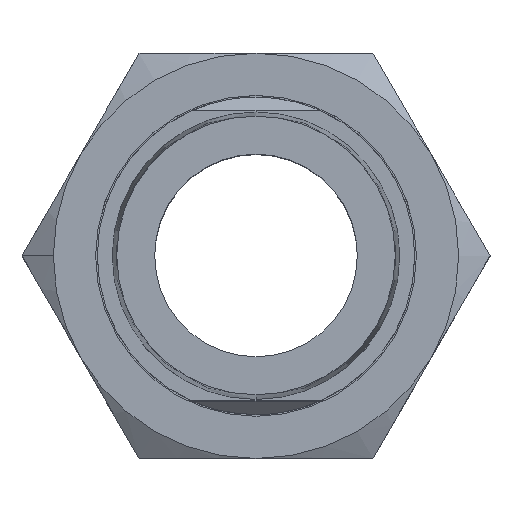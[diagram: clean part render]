
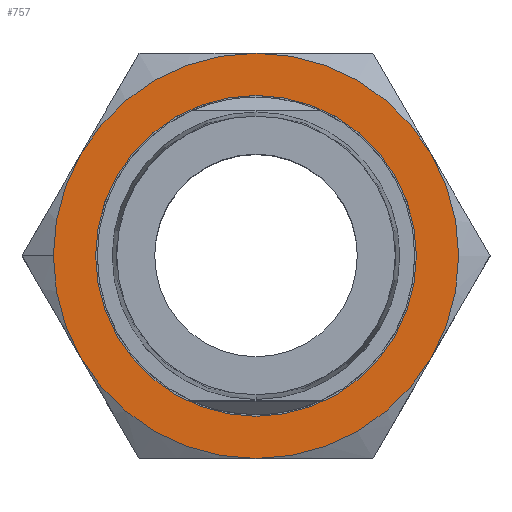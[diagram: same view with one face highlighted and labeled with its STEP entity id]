
A CAD part, top view. The second image highlights one B-rep face of the part: STEP entity #757.
In plain terms, the highlighted planar face has unit normal (0, 0, 1).
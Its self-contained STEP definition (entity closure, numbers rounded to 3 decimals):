
#451 = EDGE_CURVE ( 'NONE', #514, #575, #1076, .T. ) ;
#453 = VERTEX_POINT ( 'NONE', #1071 ) ;
#458 = EDGE_CURVE ( 'NONE', #460, #453, #1069, .T. ) ;
#460 = VERTEX_POINT ( 'NONE', #1063 ) ;
#490 = EDGE_CURVE ( 'NONE', #453, #549, #1191, .T. ) ;
#513 = VERTEX_POINT ( 'NONE', #1240 ) ;
#514 = VERTEX_POINT ( 'NONE', #1239 ) ;
#515 = EDGE_CURVE ( 'NONE', #513, #514, #1238, .T. ) ;
#540 = EDGE_CURVE ( 'NONE', #549, #513, #1314, .T. ) ;
#547 = VERTEX_POINT ( 'NONE', #1356 ) ;
#549 = VERTEX_POINT ( 'NONE', #1355 ) ;
#551 = EDGE_CURVE ( 'NONE', #547, #552, #1354, .T. ) ;
#552 = VERTEX_POINT ( 'NONE', #1349 ) ;
#575 = VERTEX_POINT ( 'NONE', #1371 ) ;
#586 = EDGE_CURVE ( 'NONE', #591, #460, #1404, .T. ) ;
#590 = EDGE_CURVE ( 'NONE', #575, #591, #1440, .T. ) ;
#591 = VERTEX_POINT ( 'NONE', #1435 ) ;
#619 = ORIENTED_EDGE ( 'NONE', *, *, #515, .T. ) ;
#620 = ORIENTED_EDGE ( 'NONE', *, *, #451, .T. ) ;
#621 = ORIENTED_EDGE ( 'NONE', *, *, #590, .T. ) ;
#622 = ORIENTED_EDGE ( 'NONE', *, *, #586, .T. ) ;
#638 = ORIENTED_EDGE ( 'NONE', *, *, #540, .T. ) ;
#757 = ADVANCED_FACE ( 'NONE', ( #1705, #1704 ), #1703, .F. ) ;
#758 = EDGE_LOOP ( 'NONE', ( #759, #761, #638, #619, #620, #621, #622 ) ) ;
#759 = ORIENTED_EDGE ( 'NONE', *, *, #458, .T. ) ;
#761 = ORIENTED_EDGE ( 'NONE', *, *, #490, .T. ) ;
#762 = ORIENTED_EDGE ( 'NONE', *, *, #773, .F. ) ;
#763 = ORIENTED_EDGE ( 'NONE', *, *, #551, .F. ) ;
#771 = EDGE_LOOP ( 'NONE', ( #762, #763 ) ) ;
#773 = EDGE_CURVE ( 'NONE', #552, #547, #1748, .T. ) ;
#1063 = CARTESIAN_POINT ( 'NONE',  ( 25.981, 15., 11.5 ) ) ;
#1065 = DIRECTION ( 'NONE',  ( 1., 0., 0. ) ) ;
#1066 = DIRECTION ( 'NONE',  ( 0., 0., 1. ) ) ;
#1067 = CARTESIAN_POINT ( 'NONE',  ( 0., 0., 11.5 ) ) ;
#1068 = AXIS2_PLACEMENT_3D ( 'NONE', #1067, #1066, #1065 ) ;
#1069 = CIRCLE ( 'NONE', #1068, 30. ) ;
#1071 = CARTESIAN_POINT ( 'NONE',  ( 0., 30., 11.5 ) ) ;
#1072 = DIRECTION ( 'NONE',  ( 1., 0., 0. ) ) ;
#1073 = DIRECTION ( 'NONE',  ( 0., 0., 1. ) ) ;
#1074 = CARTESIAN_POINT ( 'NONE',  ( 0., 0., 11.5 ) ) ;
#1075 = AXIS2_PLACEMENT_3D ( 'NONE', #1074, #1073, #1072 ) ;
#1076 = CIRCLE ( 'NONE', #1075, 30. ) ;
#1187 = DIRECTION ( 'NONE',  ( 1., 0., 0. ) ) ;
#1188 = DIRECTION ( 'NONE',  ( 0., 0., 1. ) ) ;
#1189 = CARTESIAN_POINT ( 'NONE',  ( 0., 0., 11.5 ) ) ;
#1190 = AXIS2_PLACEMENT_3D ( 'NONE', #1189, #1188, #1187 ) ;
#1191 = CIRCLE ( 'NONE', #1190, 30. ) ;
#1234 = DIRECTION ( 'NONE',  ( 1., 0., 0. ) ) ;
#1235 = DIRECTION ( 'NONE',  ( 0., 0., 1. ) ) ;
#1236 = CARTESIAN_POINT ( 'NONE',  ( 0., 0., 11.5 ) ) ;
#1237 = AXIS2_PLACEMENT_3D ( 'NONE', #1236, #1235, #1234 ) ;
#1238 = CIRCLE ( 'NONE', #1237, 30. ) ;
#1239 = CARTESIAN_POINT ( 'NONE',  ( -25.981, -15., 11.5 ) ) ;
#1240 = CARTESIAN_POINT ( 'NONE',  ( -30., 0., 11.5 ) ) ;
#1306 = DIRECTION ( 'NONE',  ( 1., 0., 0. ) ) ;
#1307 = DIRECTION ( 'NONE',  ( 0., 0., 1. ) ) ;
#1308 = CARTESIAN_POINT ( 'NONE',  ( 0., 0., 11.5 ) ) ;
#1309 = AXIS2_PLACEMENT_3D ( 'NONE', #1308, #1307, #1306 ) ;
#1314 = CIRCLE ( 'NONE', #1309, 30. ) ;
#1349 = CARTESIAN_POINT ( 'NONE',  ( 23.75, 0., 11.5 ) ) ;
#1350 = DIRECTION ( 'NONE',  ( 1., 0., 0. ) ) ;
#1351 = DIRECTION ( 'NONE',  ( 0., 0., 1. ) ) ;
#1352 = CARTESIAN_POINT ( 'NONE',  ( 0., 0., 11.5 ) ) ;
#1353 = AXIS2_PLACEMENT_3D ( 'NONE', #1352, #1351, #1350 ) ;
#1354 = CIRCLE ( 'NONE', #1353, 23.75 ) ;
#1355 = CARTESIAN_POINT ( 'NONE',  ( -25.981, 15., 11.5 ) ) ;
#1356 = CARTESIAN_POINT ( 'NONE',  ( -23.75, 0., 11.5 ) ) ;
#1371 = CARTESIAN_POINT ( 'NONE',  ( 0., -30., 11.5 ) ) ;
#1390 = DIRECTION ( 'NONE',  ( 1., 0., 0. ) ) ;
#1391 = DIRECTION ( 'NONE',  ( 0., 0., 1. ) ) ;
#1392 = CARTESIAN_POINT ( 'NONE',  ( 0., 0., 11.5 ) ) ;
#1393 = AXIS2_PLACEMENT_3D ( 'NONE', #1392, #1391, #1390 ) ;
#1404 = CIRCLE ( 'NONE', #1393, 30. ) ;
#1435 = CARTESIAN_POINT ( 'NONE',  ( 25.981, -15., 11.5 ) ) ;
#1436 = DIRECTION ( 'NONE',  ( 1., 0., 0. ) ) ;
#1437 = DIRECTION ( 'NONE',  ( 0., 0., 1. ) ) ;
#1438 = CARTESIAN_POINT ( 'NONE',  ( 0., 0., 11.5 ) ) ;
#1439 = AXIS2_PLACEMENT_3D ( 'NONE', #1438, #1437, #1436 ) ;
#1440 = CIRCLE ( 'NONE', #1439, 30. ) ;
#1698 = DIRECTION ( 'NONE',  ( -1., 0., 0. ) ) ;
#1699 = DIRECTION ( 'NONE',  ( 0., 0., -1. ) ) ;
#1700 = AXIS2_PLACEMENT_3D ( 'NONE', #1702, #1699, #1698 ) ;
#1702 = CARTESIAN_POINT ( 'NONE',  ( 0., 30., 11.5 ) ) ;
#1703 = PLANE ( 'NONE',  #1700 ) ;
#1704 = FACE_OUTER_BOUND ( 'NONE', #758, .T. ) ;
#1705 = FACE_BOUND ( 'NONE', #771, .T. ) ;
#1744 = DIRECTION ( 'NONE',  ( 1., 0., 0. ) ) ;
#1745 = DIRECTION ( 'NONE',  ( 0., 0., 1. ) ) ;
#1746 = CARTESIAN_POINT ( 'NONE',  ( 0., 0., 11.5 ) ) ;
#1747 = AXIS2_PLACEMENT_3D ( 'NONE', #1746, #1745, #1744 ) ;
#1748 = CIRCLE ( 'NONE', #1747, 23.75 ) ;
